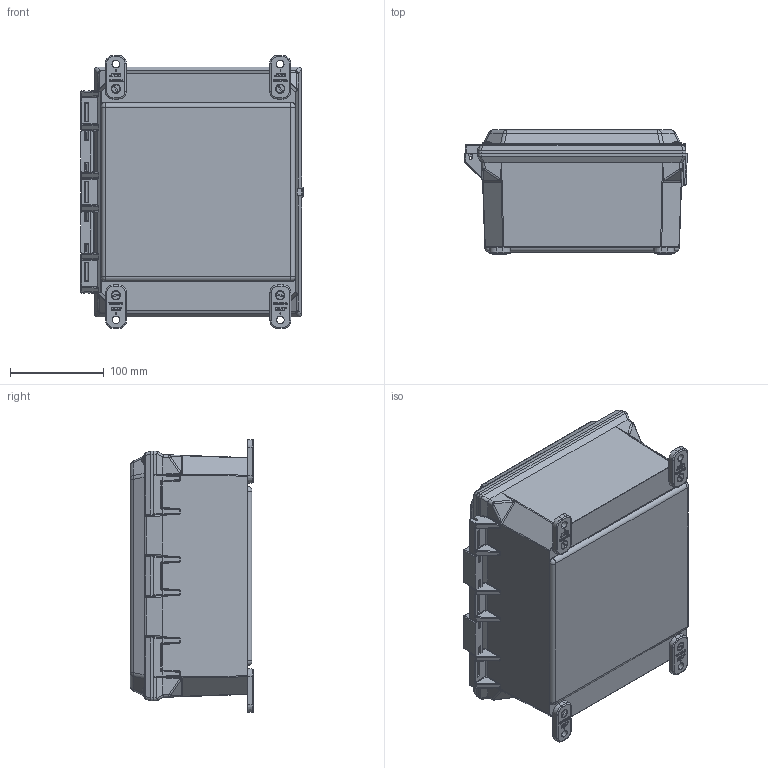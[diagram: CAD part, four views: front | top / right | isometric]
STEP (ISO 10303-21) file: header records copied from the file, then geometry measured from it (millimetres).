
FILE_DESCRIPTION (( 'STEP AP203' ), '1' );
FILE_NAME ('AMU1084.step', '2014-04-23T14:22:51', ( 'admin' ), ( 'Microsoft' ), 'SwSTEP 2.0', 'SolidWorks 2014', '' );
FILE_SCHEMA (( 'CONFIG_CONTROL_DESIGN' ));
Length unit declared in the file: inch
Products named in the file (9): 2381001; 55-103212; 55-1032516_PreviewCfg; 70-006ORING; 2316001; 2318001_part; 70-60822-1; AMU1084; 55-103275316_PreviewCfg
Assembly tree (23 placements, depth 2):
  AMU1084
    55-103275316_PreviewCfg  x4
    2381001  x4
    55-103212  x4
    55-1032516_PreviewCfg  x4
    70-006ORING  x4
    2316001
    2318001_part
    70-60822-1
Bounding box: 237.71 x 132.26 x 291.28 mm (x, y, z)
Volume: 920975 mm3; surface area: 567696.3 mm2
Topology: 23 solids, 23 shells, 3537 faces, 8894 edges, 5654 vertices
Faces by surface type: plane 1874, bspline 714, cylinder 607, torus 156, cone 114, sphere 72
Entity records: 110539 total; most frequent: CARTESIAN_POINT 47103, ORIENTED_EDGE 14048, DIRECTION 10936, EDGE_CURVE 7024, VERTEX_POINT 4454, VECTOR 4354, LINE 4354, AXIS2_PLACEMENT_3D 3291
